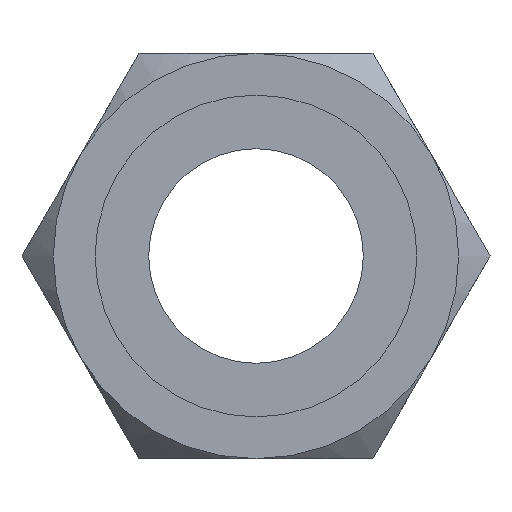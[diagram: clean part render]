
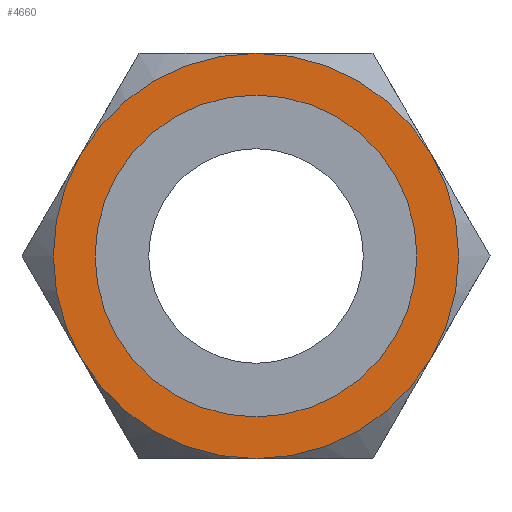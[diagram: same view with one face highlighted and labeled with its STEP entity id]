
A CAD part, left-side view. The second image highlights one B-rep face of the part: STEP entity #4660.
In plain terms, the highlighted planar face has unit normal (-1, 0, 0).
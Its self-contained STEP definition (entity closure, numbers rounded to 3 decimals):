
#179 = EDGE_CURVE ( 'NONE', #800, #219, #2401, .T. ) ;
#219 = VERTEX_POINT ( 'NONE', #2161 ) ;
#347 = AXIS2_PLACEMENT_3D ( 'NONE', #4043, #1458, #1864 ) ;
#373 = ORIENTED_EDGE ( 'NONE', *, *, #179, .F. ) ;
#510 = DIRECTION ( 'NONE',  ( 1., 0., 0. ) ) ;
#571 = VERTEX_POINT ( 'NONE', #4636 ) ;
#727 = AXIS2_PLACEMENT_3D ( 'NONE', #4559, #510, #4127 ) ;
#751 = CIRCLE ( 'NONE', #4038, 8.5 ) ;
#800 = VERTEX_POINT ( 'NONE', #3767 ) ;
#810 = VERTEX_POINT ( 'NONE', #3303 ) ;
#1013 = DIRECTION ( 'NONE',  ( 0., 0., -1. ) ) ;
#1066 = CARTESIAN_POINT ( 'NONE',  ( 19., 0., 0. ) ) ;
#1152 = EDGE_CURVE ( 'NONE', #219, #3692, #3144, .T. ) ;
#1204 = CARTESIAN_POINT ( 'NONE',  ( 19., 0., 0. ) ) ;
#1246 = DIRECTION ( 'NONE',  ( 0., 0., -1. ) ) ;
#1336 = DIRECTION ( 'NONE',  ( 1., 0., 0. ) ) ;
#1361 = FACE_BOUND ( 'NONE', #1573, .T. ) ;
#1458 = DIRECTION ( 'NONE',  ( 1., 0., 0. ) ) ;
#1544 = CARTESIAN_POINT ( 'NONE',  ( 19., 0., -8.5 ) ) ;
#1573 = EDGE_LOOP ( 'NONE', ( #5766, #3224 ) ) ;
#1790 = EDGE_CURVE ( 'NONE', #3864, #2513, #3848, .T. ) ;
#1806 = DIRECTION ( 'NONE',  ( 0., 0., 1. ) ) ;
#1864 = DIRECTION ( 'NONE',  ( 0., 0., -1. ) ) ;
#1886 = CARTESIAN_POINT ( 'NONE',  ( 19., 0., 6.75 ) ) ;
#1920 = ORIENTED_EDGE ( 'NONE', *, *, #1152, .F. ) ;
#1984 = CIRCLE ( 'NONE', #3474, 6.75 ) ;
#2004 = DIRECTION ( 'NONE',  ( 0., 0., 1. ) ) ;
#2040 = VERTEX_POINT ( 'NONE', #1886 ) ;
#2161 = CARTESIAN_POINT ( 'NONE',  ( 19., -7.361, -4.25 ) ) ;
#2279 = EDGE_CURVE ( 'NONE', #3864, #800, #751, .T. ) ;
#2353 = DIRECTION ( 'NONE',  ( -1., 0., 0. ) ) ;
#2367 = ORIENTED_EDGE ( 'NONE', *, *, #4823, .F. ) ;
#2382 = DIRECTION ( 'NONE',  ( -1., 0., 0. ) ) ;
#2401 = CIRCLE ( 'NONE', #5744, 8.5 ) ;
#2513 = VERTEX_POINT ( 'NONE', #3295 ) ;
#2564 = EDGE_CURVE ( 'NONE', #810, #2040, #4143, .T. ) ;
#2713 = EDGE_CURVE ( 'NONE', #2040, #810, #1984, .T. ) ;
#2830 = DIRECTION ( 'NONE',  ( 1., 0., 0. ) ) ;
#2857 = DIRECTION ( 'NONE',  ( 0., 0., -1. ) ) ;
#2858 = AXIS2_PLACEMENT_3D ( 'NONE', #5040, #5843, #3104 ) ;
#2904 = AXIS2_PLACEMENT_3D ( 'NONE', #3736, #2382, #2004 ) ;
#2926 = EDGE_LOOP ( 'NONE', ( #3637, #1920, #373, #3597, #4529, #2367 ) ) ;
#3104 = DIRECTION ( 'NONE',  ( 0., 0., -1. ) ) ;
#3129 = FACE_OUTER_BOUND ( 'NONE', #2926, .T. ) ;
#3144 = CIRCLE ( 'NONE', #3721, 8.5 ) ;
#3224 = ORIENTED_EDGE ( 'NONE', *, *, #2564, .F. ) ;
#3295 = CARTESIAN_POINT ( 'NONE',  ( 19., 7.361, 4.25 ) ) ;
#3303 = CARTESIAN_POINT ( 'NONE',  ( 19., 0., -6.75 ) ) ;
#3474 = AXIS2_PLACEMENT_3D ( 'NONE', #1204, #3831, #4726 ) ;
#3551 = AXIS2_PLACEMENT_3D ( 'NONE', #4126, #2353, #1806 ) ;
#3597 = ORIENTED_EDGE ( 'NONE', *, *, #2279, .F. ) ;
#3604 = CARTESIAN_POINT ( 'NONE',  ( 19., 0., 8.5 ) ) ;
#3637 = ORIENTED_EDGE ( 'NONE', *, *, #4669, .F. ) ;
#3692 = VERTEX_POINT ( 'NONE', #1544 ) ;
#3721 = AXIS2_PLACEMENT_3D ( 'NONE', #1066, #2830, #2857 ) ;
#3722 = CIRCLE ( 'NONE', #727, 8.5 ) ;
#3736 = CARTESIAN_POINT ( 'NONE',  ( 19., 0., 0. ) ) ;
#3767 = CARTESIAN_POINT ( 'NONE',  ( 19., -7.361, 4.25 ) ) ;
#3831 = DIRECTION ( 'NONE',  ( -1., 0., 0. ) ) ;
#3848 = CIRCLE ( 'NONE', #3551, 8.5 ) ;
#3864 = VERTEX_POINT ( 'NONE', #3604 ) ;
#4038 = AXIS2_PLACEMENT_3D ( 'NONE', #5408, #1336, #1246 ) ;
#4043 = CARTESIAN_POINT ( 'NONE',  ( 19., 0., 0. ) ) ;
#4126 = CARTESIAN_POINT ( 'NONE',  ( 19., 0., 0. ) ) ;
#4127 = DIRECTION ( 'NONE',  ( 0., 0., -1. ) ) ;
#4143 = CIRCLE ( 'NONE', #2904, 6.75 ) ;
#4171 = DIRECTION ( 'NONE',  ( 1., 0., 0. ) ) ;
#4529 = ORIENTED_EDGE ( 'NONE', *, *, #1790, .T. ) ;
#4559 = CARTESIAN_POINT ( 'NONE',  ( 19., 0., 0. ) ) ;
#4628 = CARTESIAN_POINT ( 'NONE',  ( 19., 0., 0. ) ) ;
#4636 = CARTESIAN_POINT ( 'NONE',  ( 19., 7.361, -4.25 ) ) ;
#4660 = ADVANCED_FACE ( 'NONE', ( #1361, #3129 ), #5016, .F. ) ;
#4669 = EDGE_CURVE ( 'NONE', #3692, #571, #5083, .T. ) ;
#4726 = DIRECTION ( 'NONE',  ( 0., 0., 1. ) ) ;
#4823 = EDGE_CURVE ( 'NONE', #571, #2513, #3722, .T. ) ;
#5016 = PLANE ( 'NONE',  #2858 ) ;
#5040 = CARTESIAN_POINT ( 'NONE',  ( 19., 0., 0. ) ) ;
#5083 = CIRCLE ( 'NONE', #347, 8.5 ) ;
#5408 = CARTESIAN_POINT ( 'NONE',  ( 19., 0., 0. ) ) ;
#5744 = AXIS2_PLACEMENT_3D ( 'NONE', #4628, #4171, #1013 ) ;
#5766 = ORIENTED_EDGE ( 'NONE', *, *, #2713, .F. ) ;
#5843 = DIRECTION ( 'NONE',  ( 1., 0., 0. ) ) ;
